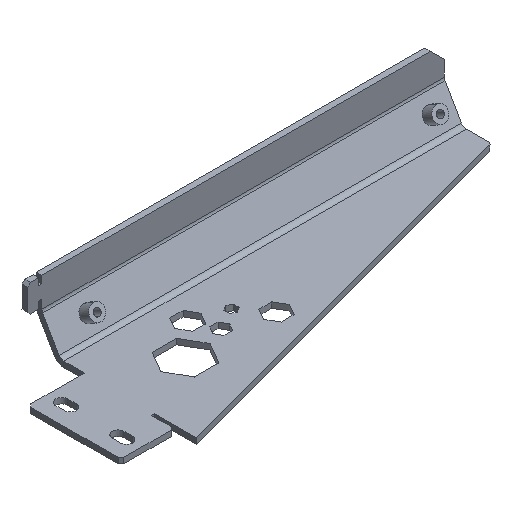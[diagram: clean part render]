
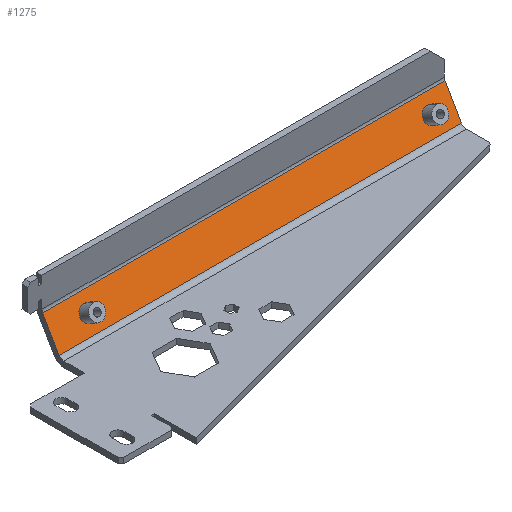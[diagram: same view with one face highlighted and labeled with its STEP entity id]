
A CAD part, isometric view. The second image highlights one B-rep face of the part: STEP entity #1275.
In plain terms, the highlighted planar face has unit normal (0, -0.866, 0.5).
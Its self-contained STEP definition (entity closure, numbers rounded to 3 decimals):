
#10 = VERTEX_POINT ( 'NONE', #2368 ) ;
#92 = LINE ( 'NONE', #676, #1488 ) ;
#116 = VERTEX_POINT ( 'NONE', #2615 ) ;
#118 = VERTEX_POINT ( 'NONE', #2859 ) ;
#121 = AXIS2_PLACEMENT_3D ( 'NONE', #2359, #3152, #1240 ) ;
#351 = VERTEX_POINT ( 'NONE', #2392 ) ;
#392 = DIRECTION ( 'NONE',  ( 0., 0.5, 0.866 ) ) ;
#398 = VECTOR ( 'NONE', #3189, 1000. ) ;
#456 = AXIS2_PLACEMENT_3D ( 'NONE', #2283, #2533, #1156 ) ;
#486 = AXIS2_PLACEMENT_3D ( 'NONE', #3033, #3329, #1712 ) ;
#495 = AXIS2_PLACEMENT_3D ( 'NONE', #3385, #1119, #1696 ) ;
#547 = AXIS2_PLACEMENT_3D ( 'NONE', #2560, #931, #392 ) ;
#558 = LINE ( 'NONE', #1285, #2584 ) ;
#606 = ORIENTED_EDGE ( 'NONE', *, *, #2978, .T. ) ;
#676 = CARTESIAN_POINT ( 'NONE',  ( -548.858, 351.712, -764.89 ) ) ;
#691 = ORIENTED_EDGE ( 'NONE', *, *, #1736, .T. ) ;
#698 = ORIENTED_EDGE ( 'NONE', *, *, #3044, .T. ) ;
#742 = CARTESIAN_POINT ( 'NONE',  ( -607.29, 355.966, -757.52 ) ) ;
#804 = CARTESIAN_POINT ( 'NONE',  ( -477.29, 354.416, -760.206 ) ) ;
#884 = VECTOR ( 'NONE', #2752, 1000. ) ;
#931 = DIRECTION ( 'NONE',  ( 0., 0.866, -0.5 ) ) ;
#952 = DIRECTION ( 'NONE',  ( 1., 0., 0. ) ) ;
#955 = EDGE_LOOP ( 'NONE', ( #2964, #3491 ) ) ;
#1015 = CARTESIAN_POINT ( 'NONE',  ( -607.29, 353.266, -762.197 ) ) ;
#1037 = CARTESIAN_POINT ( 'NONE',  ( -620.291, 351.712, -764.89 ) ) ;
#1069 = EDGE_LOOP ( 'NONE', ( #1883, #2876 ) ) ;
#1102 = EDGE_CURVE ( 'NONE', #1664, #2481, #1990, .T. ) ;
#1119 = DIRECTION ( 'NONE',  ( 0., -0.866, 0.5 ) ) ;
#1156 = DIRECTION ( 'NONE',  ( 0., 0.5, 0.866 ) ) ;
#1240 = DIRECTION ( 'NONE',  ( 0., 0.5, 0.866 ) ) ;
#1275 = ADVANCED_FACE ( 'NONE', ( #2523, #3327, #1816 ), #3107, .T. ) ;
#1283 = CARTESIAN_POINT ( 'NONE',  ( -548.858, 357.521, -754.828 ) ) ;
#1285 = CARTESIAN_POINT ( 'NONE',  ( -620.291, 354.416, -760.206 ) ) ;
#1289 = VERTEX_POINT ( 'NONE', #1037 ) ;
#1305 = EDGE_CURVE ( 'NONE', #2481, #1664, #1550, .T. ) ;
#1317 = EDGE_CURVE ( 'NONE', #351, #2444, #2207, .T. ) ;
#1488 = VECTOR ( 'NONE', #952, 1000. ) ;
#1516 = EDGE_LOOP ( 'NONE', ( #1934, #698, #691, #606 ) ) ;
#1550 = CIRCLE ( 'NONE', #486, 2.7 ) ;
#1664 = VERTEX_POINT ( 'NONE', #1015 ) ;
#1696 = DIRECTION ( 'NONE',  ( 0., -0.5, -0.866 ) ) ;
#1712 = DIRECTION ( 'NONE',  ( 0., 0.5, 0.866 ) ) ;
#1736 = EDGE_CURVE ( 'NONE', #116, #1289, #558, .T. ) ;
#1816 = FACE_BOUND ( 'NONE', #955, .T. ) ;
#1883 = ORIENTED_EDGE ( 'NONE', *, *, #1317, .T. ) ;
#1902 = EDGE_CURVE ( 'NONE', #10, #118, #2389, .T. ) ;
#1934 = ORIENTED_EDGE ( 'NONE', *, *, #1902, .F. ) ;
#1990 = CIRCLE ( 'NONE', #547, 2.7 ) ;
#2111 = EDGE_CURVE ( 'NONE', #2444, #351, #2237, .T. ) ;
#2207 = CIRCLE ( 'NONE', #456, 2.7 ) ;
#2237 = CIRCLE ( 'NONE', #121, 2.7 ) ;
#2283 = CARTESIAN_POINT ( 'NONE',  ( -485.29, 354.616, -759.859 ) ) ;
#2359 = CARTESIAN_POINT ( 'NONE',  ( -485.29, 354.616, -759.859 ) ) ;
#2368 = CARTESIAN_POINT ( 'NONE',  ( -477.29, 357.521, -754.828 ) ) ;
#2389 = LINE ( 'NONE', #804, #884 ) ;
#2392 = CARTESIAN_POINT ( 'NONE',  ( -485.29, 355.966, -757.52 ) ) ;
#2444 = VERTEX_POINT ( 'NONE', #3348 ) ;
#2481 = VERTEX_POINT ( 'NONE', #742 ) ;
#2511 = LINE ( 'NONE', #1283, #398 ) ;
#2523 = FACE_OUTER_BOUND ( 'NONE', #1516, .T. ) ;
#2533 = DIRECTION ( 'NONE',  ( 0., 0.866, -0.5 ) ) ;
#2560 = CARTESIAN_POINT ( 'NONE',  ( -607.29, 354.616, -759.859 ) ) ;
#2584 = VECTOR ( 'NONE', #3468, 1000. ) ;
#2615 = CARTESIAN_POINT ( 'NONE',  ( -620.291, 357.521, -754.828 ) ) ;
#2752 = DIRECTION ( 'NONE',  ( 0., -0.5, -0.866 ) ) ;
#2859 = CARTESIAN_POINT ( 'NONE',  ( -477.29, 351.712, -764.89 ) ) ;
#2876 = ORIENTED_EDGE ( 'NONE', *, *, #2111, .T. ) ;
#2964 = ORIENTED_EDGE ( 'NONE', *, *, #1305, .T. ) ;
#2978 = EDGE_CURVE ( 'NONE', #1289, #118, #92, .T. ) ;
#3033 = CARTESIAN_POINT ( 'NONE',  ( -607.29, 354.616, -759.859 ) ) ;
#3044 = EDGE_CURVE ( 'NONE', #10, #116, #2511, .T. ) ;
#3107 = PLANE ( 'NONE',  #495 ) ;
#3152 = DIRECTION ( 'NONE',  ( 0., 0.866, -0.5 ) ) ;
#3189 = DIRECTION ( 'NONE',  ( -1., 0., 0. ) ) ;
#3327 = FACE_BOUND ( 'NONE', #1069, .T. ) ;
#3329 = DIRECTION ( 'NONE',  ( 0., 0.866, -0.5 ) ) ;
#3348 = CARTESIAN_POINT ( 'NONE',  ( -485.29, 353.266, -762.197 ) ) ;
#3385 = CARTESIAN_POINT ( 'NONE',  ( -548.858, 354.416, -760.206 ) ) ;
#3468 = DIRECTION ( 'NONE',  ( 0., -0.5, -0.866 ) ) ;
#3491 = ORIENTED_EDGE ( 'NONE', *, *, #1102, .T. ) ;
